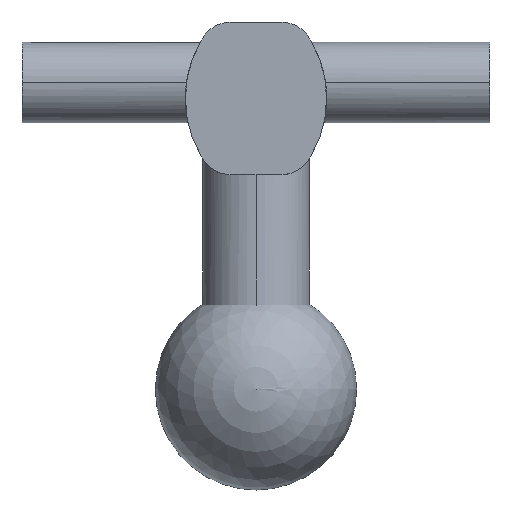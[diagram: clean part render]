
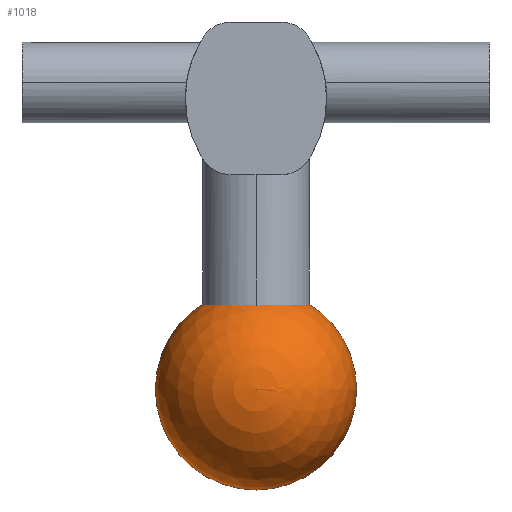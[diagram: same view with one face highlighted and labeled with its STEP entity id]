
A CAD part, top view. The second image highlights one B-rep face of the part: STEP entity #1018.
In plain terms, the highlighted spherical face has radius 3.825 mm.
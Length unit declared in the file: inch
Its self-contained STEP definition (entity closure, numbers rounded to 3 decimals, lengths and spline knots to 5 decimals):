
#2 = DIRECTION ( 'NONE',  ( 0., 0., -1. ) ) ;
#65 = CARTESIAN_POINT ( 'NONE',  ( 0., -0.59803, 0. ) ) ;
#81 = DIRECTION ( 'NONE',  ( 1., 0., 0. ) ) ;
#98 = VERTEX_POINT ( 'NONE', #629 ) ;
#151 = EDGE_CURVE ( 'NONE', #98, #316, #559, .T. ) ;
#169 = ORIENTED_EDGE ( 'NONE', *, *, #349, .T. ) ;
#189 = FACE_OUTER_BOUND ( 'NONE', #772, .T. ) ;
#242 = CARTESIAN_POINT ( 'NONE',  ( 0., -0.59803, 0. ) ) ;
#316 = VERTEX_POINT ( 'NONE', #428 ) ;
#325 = CIRCLE ( 'NONE', #522, 0.15059 ) ;
#349 = EDGE_CURVE ( 'NONE', #98, #316, #325, .T. ) ;
#428 = CARTESIAN_POINT ( 'NONE',  ( 0., -0.44743, 0. ) ) ;
#477 = ORIENTED_EDGE ( 'NONE', *, *, #151, .F. ) ;
#515 = SPHERICAL_SURFACE ( 'NONE', #639, 0.15059 ) ;
#522 = AXIS2_PLACEMENT_3D ( 'NONE', #650, #589, #854 ) ;
#559 = CIRCLE ( 'NONE', #918, 0.15059 ) ;
#561 = DIRECTION ( 'NONE',  ( -1., 0., 0. ) ) ;
#589 = DIRECTION ( 'NONE',  ( 0., 0., 1. ) ) ;
#629 = CARTESIAN_POINT ( 'NONE',  ( 0., -0.74862, 0. ) ) ;
#639 = AXIS2_PLACEMENT_3D ( 'NONE', #242, #2, #81 ) ;
#650 = CARTESIAN_POINT ( 'NONE',  ( 0., -0.59803, 0. ) ) ;
#772 = EDGE_LOOP ( 'NONE', ( #477, #169 ) ) ;
#854 = DIRECTION ( 'NONE',  ( 1., 0., 0. ) ) ;
#871 = DIRECTION ( 'NONE',  ( 0., 0., -1. ) ) ;
#918 = AXIS2_PLACEMENT_3D ( 'NONE', #65, #871, #561 ) ;
#1018 = ADVANCED_FACE ( 'NONE', ( #189 ), #515, .T. ) ;
